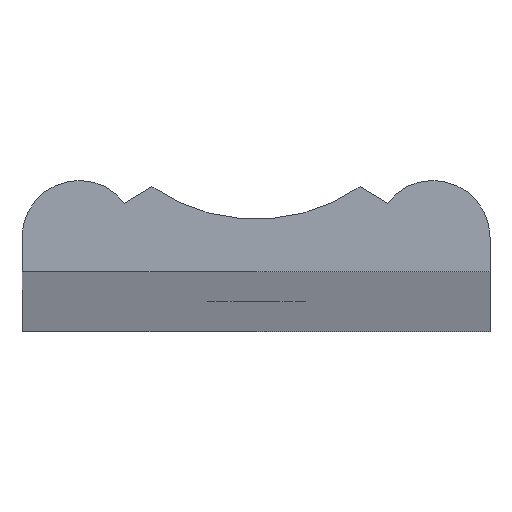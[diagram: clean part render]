
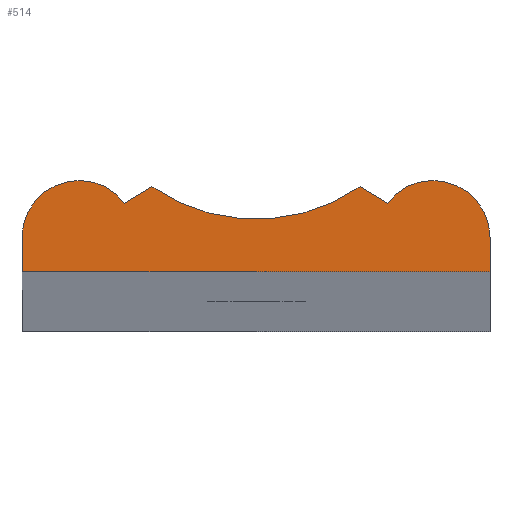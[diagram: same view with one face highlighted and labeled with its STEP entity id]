
A CAD part, top view. The second image highlights one B-rep face of the part: STEP entity #514.
In plain terms, the highlighted planar face has unit normal (0, 0, 1).
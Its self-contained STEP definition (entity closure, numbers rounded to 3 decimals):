
#353 = CARTESIAN_POINT ( 'NONE',  ( -20.5, 0., 1500. ) ) ;
#445 = CARTESIAN_POINT ( 'NONE',  ( 0., 20.6, 1500. ) ) ;
#469 = DIRECTION ( 'NONE',  ( 1., 0., 0. ) ) ;
#514 = ADVANCED_FACE ( 'NONE', ( #7551 ), #4807, .T. ) ;
#674 = LINE ( 'NONE', #8286, #1111 ) ;
#844 = CARTESIAN_POINT ( 'NONE',  ( 15.5, 3., 1500. ) ) ;
#864 = CARTESIAN_POINT ( 'NONE',  ( -20.5, 3., 1500. ) ) ;
#945 = CIRCLE ( 'NONE', #8173, 5. ) ;
#974 = ORIENTED_EDGE ( 'NONE', *, *, #7225, .T. ) ;
#1111 = VECTOR ( 'NONE', #2717, 1000. ) ;
#1235 = CARTESIAN_POINT ( 'NONE',  ( 0., 0., 1500. ) ) ;
#1372 = VECTOR ( 'NONE', #3287, 1000. ) ;
#1514 = EDGE_CURVE ( 'NONE', #2665, #3022, #8119, .T. ) ;
#2104 = VERTEX_POINT ( 'NONE', #4394 ) ;
#2367 = LINE ( 'NONE', #353, #1372 ) ;
#2508 = DIRECTION ( 'NONE',  ( 1., 0., 0. ) ) ;
#2533 = VERTEX_POINT ( 'NONE', #3905 ) ;
#2582 = VECTOR ( 'NONE', #8405, 1000. ) ;
#2593 = DIRECTION ( 'NONE',  ( 0., 0., 1. ) ) ;
#2619 = EDGE_CURVE ( 'NONE', #2533, #7750, #8685, .T. ) ;
#2665 = VERTEX_POINT ( 'NONE', #3388 ) ;
#2717 = DIRECTION ( 'NONE',  ( -0.855, 0.519, 0. ) ) ;
#2747 = DIRECTION ( 'NONE',  ( 0., 1., 0. ) ) ;
#2868 = EDGE_CURVE ( 'NONE', #7750, #9497, #8547, .T. ) ;
#2975 = EDGE_CURVE ( 'NONE', #2104, #8824, #674, .T. ) ;
#3022 = VERTEX_POINT ( 'NONE', #8524 ) ;
#3113 = ORIENTED_EDGE ( 'NONE', *, *, #7298, .F. ) ;
#3287 = DIRECTION ( 'NONE',  ( 0., -1., 0. ) ) ;
#3388 = CARTESIAN_POINT ( 'NONE',  ( -11.5, 6., 1500. ) ) ;
#3832 = DIRECTION ( 'NONE',  ( 1., 0., 0. ) ) ;
#3905 = CARTESIAN_POINT ( 'NONE',  ( -20.5, 0., 1500. ) ) ;
#4153 = CARTESIAN_POINT ( 'NONE',  ( -15.5, 3., 1500. ) ) ;
#4394 = CARTESIAN_POINT ( 'NONE',  ( 11.5, 6., 1500. ) ) ;
#4405 = CARTESIAN_POINT ( 'NONE',  ( 20.5, 0., 1500. ) ) ;
#4807 = PLANE ( 'NONE',  #6255 ) ;
#5046 = ORIENTED_EDGE ( 'NONE', *, *, #5430, .T. ) ;
#5051 = AXIS2_PLACEMENT_3D ( 'NONE', #445, #11631, #2508 ) ;
#5312 = ORIENTED_EDGE ( 'NONE', *, *, #10548, .F. ) ;
#5430 = EDGE_CURVE ( 'NONE', #9497, #2104, #945, .T. ) ;
#5490 = ORIENTED_EDGE ( 'NONE', *, *, #2868, .T. ) ;
#5632 = CARTESIAN_POINT ( 'NONE',  ( 20.5, 3., 1500. ) ) ;
#5916 = DIRECTION ( 'NONE',  ( 1., 0., 0. ) ) ;
#6066 = VECTOR ( 'NONE', #2747, 1000. ) ;
#6255 = AXIS2_PLACEMENT_3D ( 'NONE', #8454, #7403, #3832 ) ;
#6333 = ORIENTED_EDGE ( 'NONE', *, *, #1514, .F. ) ;
#6523 = CARTESIAN_POINT ( 'NONE',  ( -5.766, 9.486, 1500. ) ) ;
#6961 = EDGE_LOOP ( 'NONE', ( #5312, #6333, #3113, #974, #9013, #5490, #5046, #10658 ) ) ;
#7191 = CARTESIAN_POINT ( 'NONE',  ( 9.115, 7.45, 1500. ) ) ;
#7225 = EDGE_CURVE ( 'NONE', #8571, #2533, #2367, .T. ) ;
#7298 = EDGE_CURVE ( 'NONE', #8571, #2665, #7623, .T. ) ;
#7403 = DIRECTION ( 'NONE',  ( 0., 0., 1. ) ) ;
#7551 = FACE_OUTER_BOUND ( 'NONE', #6961, .T. ) ;
#7623 = CIRCLE ( 'NONE', #11587, 5. ) ;
#7750 = VERTEX_POINT ( 'NONE', #4405 ) ;
#8119 = LINE ( 'NONE', #6523, #2582 ) ;
#8173 = AXIS2_PLACEMENT_3D ( 'NONE', #844, #2593, #10957 ) ;
#8261 = VECTOR ( 'NONE', #469, 1000. ) ;
#8286 = CARTESIAN_POINT ( 'NONE',  ( 5.766, 9.486, 1500. ) ) ;
#8387 = CARTESIAN_POINT ( 'NONE',  ( 20.5, 0., 1500. ) ) ;
#8405 = DIRECTION ( 'NONE',  ( 0.855, 0.519, 0. ) ) ;
#8454 = CARTESIAN_POINT ( 'NONE',  ( 0., 0., 1500. ) ) ;
#8524 = CARTESIAN_POINT ( 'NONE',  ( -9.115, 7.45, 1500. ) ) ;
#8547 = LINE ( 'NONE', #8387, #6066 ) ;
#8571 = VERTEX_POINT ( 'NONE', #864 ) ;
#8685 = LINE ( 'NONE', #1235, #8261 ) ;
#8824 = VERTEX_POINT ( 'NONE', #7191 ) ;
#9013 = ORIENTED_EDGE ( 'NONE', *, *, #2619, .T. ) ;
#9497 = VERTEX_POINT ( 'NONE', #5632 ) ;
#10548 = EDGE_CURVE ( 'NONE', #3022, #8824, #11084, .T. ) ;
#10658 = ORIENTED_EDGE ( 'NONE', *, *, #2975, .T. ) ;
#10957 = DIRECTION ( 'NONE',  ( 1., 0., 0. ) ) ;
#11084 = CIRCLE ( 'NONE', #5051, 16. ) ;
#11499 = DIRECTION ( 'NONE',  ( 0., 0., -1. ) ) ;
#11587 = AXIS2_PLACEMENT_3D ( 'NONE', #4153, #11499, #5916 ) ;
#11631 = DIRECTION ( 'NONE',  ( 0., 0., 1. ) ) ;
